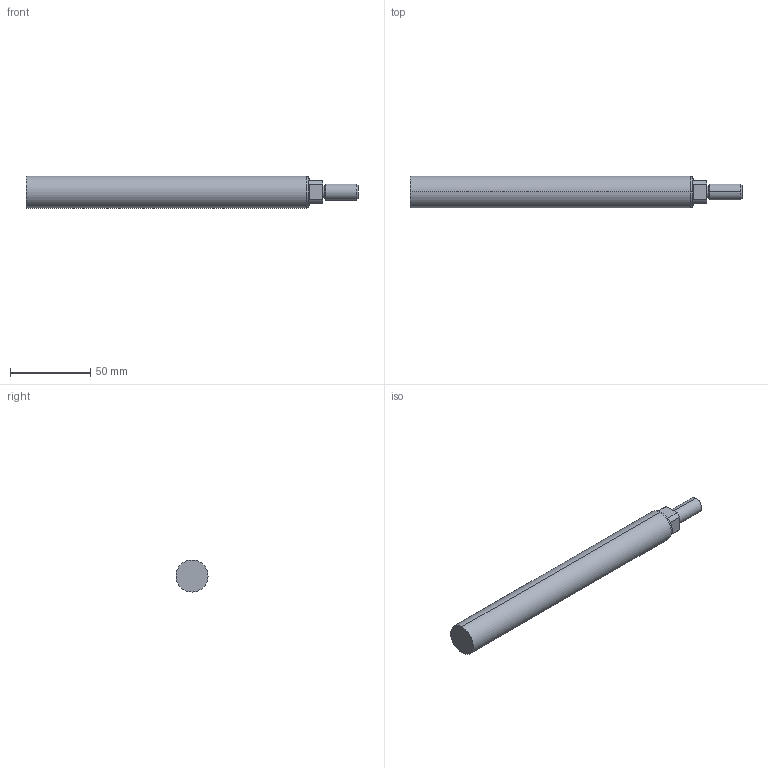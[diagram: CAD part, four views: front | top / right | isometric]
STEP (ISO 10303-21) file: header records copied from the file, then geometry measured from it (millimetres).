
FILE_DESCRIPTION (( 'STEP AP203' ), '1' );
FILE_NAME ('RSD212-150_rod_Default_sldprt.STEP', '2023-11-06T10:45:34', ( '' ), ( '' ), 'SwSTEP 2.0', 'SolidWorks 2020', '' );
FILE_SCHEMA (( 'CONFIG_CONTROL_DESIGN' ));
Length unit declared in the file: millimetre
Products named in the file (1): RSD212-150_rod_Default_sldprt
Bounding box: 207.5 x 20 x 20 mm (x, y, z)
Volume: 58793.9 mm3; surface area: 12885 mm2
Topology: 1 solids, 1 shells, 28 faces, 62 edges, 40 vertices
Faces by surface type: plane 14, cylinder 10, cone 4
Entity records: 863 total; most frequent: DIRECTION 152, CARTESIAN_POINT 131, ORIENTED_EDGE 124, EDGE_CURVE 62, AXIS2_PLACEMENT_3D 61, VERTEX_POINT 40, EDGE_LOOP 32, CIRCLE 32
